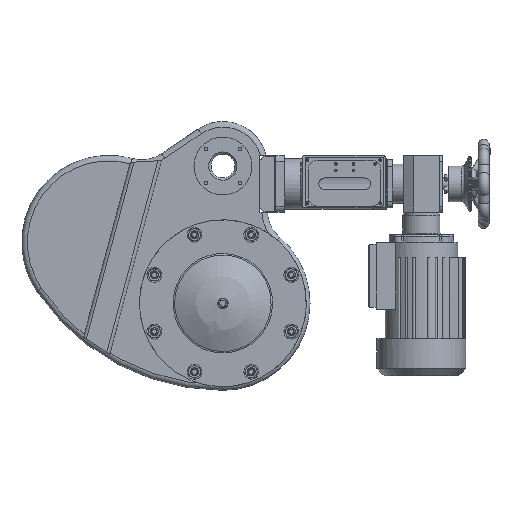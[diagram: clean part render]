
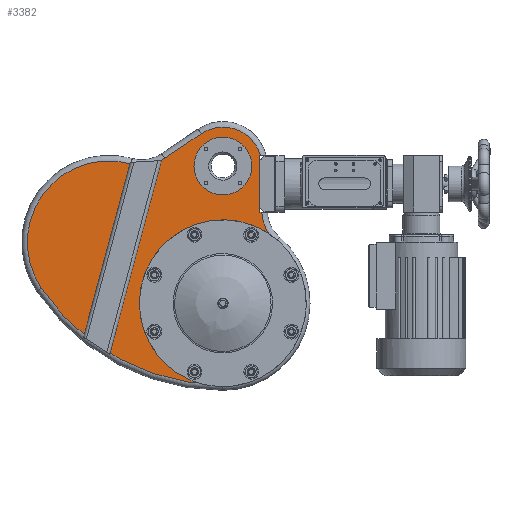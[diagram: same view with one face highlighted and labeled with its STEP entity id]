
A CAD part, front view. The second image highlights one B-rep face of the part: STEP entity #3382.
In plain terms, the highlighted face is planar.
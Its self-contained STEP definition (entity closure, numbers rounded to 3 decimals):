
#3382=ADVANCED_FACE('',(#7562,#7564,#7566),#7568,.F.);
#7562=FACE_BOUND('',#7563,.T.);
#7563=EDGE_LOOP('',(#20677,#20678,#20679,#20680,#20681,#20682,#20683,#20684,#20685,
#20686));
#7564=FACE_BOUND('',#7565,.T.);
#7565=EDGE_LOOP('',(#20687));
#7566=FACE_BOUND('',#7567,.T.);
#7567=EDGE_LOOP('',(#20688));
#7568=PLANE('',#7569);
#7569=AXIS2_PLACEMENT_3D('',#7570,#7571,#7572);
#7570=CARTESIAN_POINT('',(0.,0.,-32.));
#7571=DIRECTION('',(0.,0.,1.));
#7572=DIRECTION('',(1.,0.,0.));
#20677=ORIENTED_EDGE('',*,*,#25949,.F.);
#20678=ORIENTED_EDGE('',*,*,#25986,.F.);
#20679=ORIENTED_EDGE('',*,*,#25987,.F.);
#20680=ORIENTED_EDGE('',*,*,#25988,.F.);
#20681=ORIENTED_EDGE('',*,*,#25989,.F.);
#20682=ORIENTED_EDGE('',*,*,#25990,.F.);
#20683=ORIENTED_EDGE('',*,*,#25942,.F.);
#20684=ORIENTED_EDGE('',*,*,#25991,.F.);
#20685=ORIENTED_EDGE('',*,*,#25992,.F.);
#20686=ORIENTED_EDGE('',*,*,#25993,.F.);
#20687=ORIENTED_EDGE('',*,*,#25994,.F.);
#20688=ORIENTED_EDGE('',*,*,#25995,.F.);
#25942=EDGE_CURVE('',#28719,#28720,#28721,.T.);
#25949=EDGE_CURVE('',#28732,#28734,#28735,.T.);
#25986=EDGE_CURVE('',#28797,#28732,#28798,.T.);
#25987=EDGE_CURVE('',#28799,#28797,#28800,.T.);
#25988=EDGE_CURVE('',#28801,#28799,#28802,.T.);
#25989=EDGE_CURVE('',#28803,#28801,#28804,.T.);
#25990=EDGE_CURVE('',#28720,#28803,#28805,.T.);
#25991=EDGE_CURVE('',#28806,#28719,#28807,.T.);
#25992=EDGE_CURVE('',#28808,#28806,#28809,.F.);
#25993=EDGE_CURVE('',#28734,#28808,#28810,.T.);
#25994=EDGE_CURVE('',#28811,#28811,#28812,.F.);
#25995=EDGE_CURVE('',#28813,#28813,#28814,.F.);
#28719=VERTEX_POINT('',#33936);
#28720=VERTEX_POINT('',#33937);
#28721=CIRCLE('',#33938,55.);
#28732=VERTEX_POINT('',#34040);
#28734=VERTEX_POINT('',#34045);
#28735=CIRCLE('',#34046,52.5);
#28797=VERTEX_POINT('',#34258);
#28798=LINE('',#34259,#34260);
#28799=VERTEX_POINT('',#34262);
#28800=CIRCLE('',#34263,55.);
#28801=VERTEX_POINT('',#34267);
#28802=CIRCLE('',#34268,110.);
#28803=VERTEX_POINT('',#34272);
#28804=CIRCLE('',#34273,295.);
#28805=CIRCLE('',#34277,110.);
#28806=VERTEX_POINT('',#34281);
#28807=LINE('',#34282,#34283);
#28808=VERTEX_POINT('',#34285);
#28809=LINE('',#34286,#34287);
#28810=LINE('',#34289,#34290);
#28811=VERTEX_POINT('',#34292);
#28812=CIRCLE('',#34293,100.);
#28813=VERTEX_POINT('',#34297);
#28814=CIRCLE('',#34298,34.);
#33936=CARTESIAN_POINT('',(64.957,123.,-32.));
#33937=CARTESIAN_POINT('',(45.833,83.45,-32.));
#33938=AXIS2_PLACEMENT_3D('',#33939,#33940,#33941);
#33939=CARTESIAN_POINT('',(10.,125.175,-32.));
#33940=DIRECTION('',(0.,0.,-1.));
#33941=DIRECTION('',(0.999,-0.04,0.));
#34040=CARTESIAN_POINT('',(146.858,228.524,-32.));
#34045=CARTESIAN_POINT('',(66.901,199.,-32.));
#34046=AXIS2_PLACEMENT_3D('',#34047,#34048,#34049);
#34047=CARTESIAN_POINT('',(117.5,185.,-32.));
#34048=DIRECTION('',(0.,0.,1.));
#34049=DIRECTION('',(0.559,0.829,0.));
#34258=CARTESIAN_POINT('',(196.06,195.337,-32.));
#34259=CARTESIAN_POINT('',(196.06,195.337,-32.));
#34260=VECTOR('',#34261,1.);
#34261=DIRECTION('',(-0.829,0.559,0.));
#34262=CARTESIAN_POINT('',(241.605,187.96,-32.));
#34263=AXIS2_PLACEMENT_3D('',#34264,#34265,#34266);
#34264=CARTESIAN_POINT('',(226.815,240.934,-32.));
#34265=DIRECTION('',(0.,0.,-1.));
#34266=DIRECTION('',(0.269,-0.963,0.));
#34267=CARTESIAN_POINT('',(362.073,20.048,-32.));
#34268=AXIS2_PLACEMENT_3D('',#34269,#34270,#34271);
#34269=CARTESIAN_POINT('',(271.186,82.012,-32.));
#34270=DIRECTION('',(0.,0.,1.));
#34271=DIRECTION('',(0.826,-0.563,0.));
#34272=CARTESIAN_POINT('',(117.5,-110.,-32.));
#34273=AXIS2_PLACEMENT_3D('',#34274,#34275,#34276);
#34274=CARTESIAN_POINT('',(117.5,185.,-32.));
#34275=DIRECTION('',(0.,0.,1.));
#34276=DIRECTION('',(0.,-1.,0.));
#34277=AXIS2_PLACEMENT_3D('',#34278,#34279,#34280);
#34278=CARTESIAN_POINT('',(117.5,0.,-32.));
#34279=DIRECTION('',(0.,0.,1.));
#34280=DIRECTION('',(-0.652,0.759,0.));
#34281=CARTESIAN_POINT('',(67.5,123.,-32.));
#34282=CARTESIAN_POINT('',(67.5,123.,-32.));
#34283=VECTOR('',#34284,1.);
#34284=DIRECTION('',(-1.,0.,0.));
#34285=CARTESIAN_POINT('',(67.5,199.,-32.));
#34286=CARTESIAN_POINT('',(67.5,123.,-32.));
#34287=VECTOR('',#34288,1.);
#34288=DIRECTION('',(0.,1.,0.));
#34289=CARTESIAN_POINT('',(66.901,199.,-32.));
#34290=VECTOR('',#34291,1.);
#34291=DIRECTION('',(1.,0.,0.));
#34292=CARTESIAN_POINT('',(217.5,0.,-32.));
#34293=AXIS2_PLACEMENT_3D('',#34294,#34295,#34296);
#34294=CARTESIAN_POINT('',(117.5,0.,-32.));
#34295=DIRECTION('',(0.,0.,1.));
#34296=DIRECTION('',(1.,0.,0.));
#34297=CARTESIAN_POINT('',(151.5,185.,-32.));
#34298=AXIS2_PLACEMENT_3D('',#34299,#34300,#34301);
#34299=CARTESIAN_POINT('',(117.5,185.,-32.));
#34300=DIRECTION('',(0.,0.,1.));
#34301=DIRECTION('',(1.,0.,0.));
